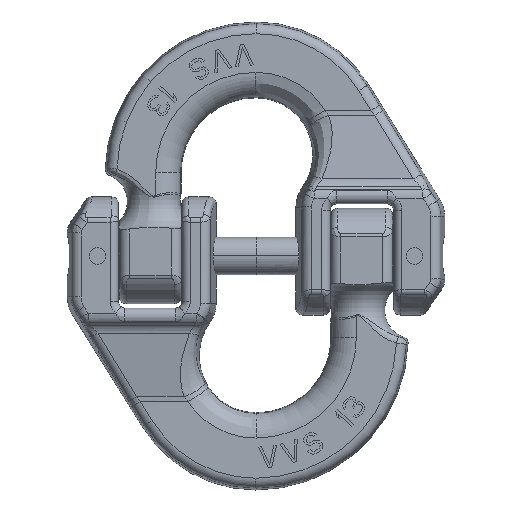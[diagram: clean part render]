
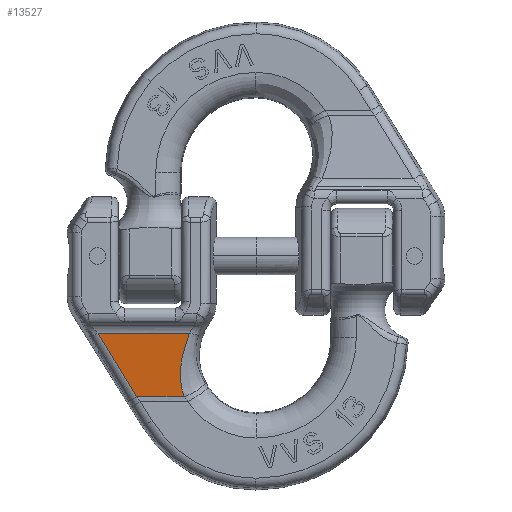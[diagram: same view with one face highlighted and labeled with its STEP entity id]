
A CAD part, top view. The second image highlights one B-rep face of the part: STEP entity #13527.
In plain terms, the highlighted planar face has unit normal (0, -0.139, 0.99).
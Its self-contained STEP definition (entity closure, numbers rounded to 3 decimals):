
#1651=CARTESIAN_POINT('',(-35.438,-41.778,
8.045));
#1684=DIRECTION('',(0.513,-0.85,-0.119));
#1685=VECTOR('',#1684,22.253);
#1686=CARTESIAN_POINT('',(-46.858,-22.865,
10.703));
#1687=LINE('',#1686,#1685);
#1688=DIRECTION('',(-1.,0.,0.));
#1689=VECTOR('',#1688,27.071);
#1690=CARTESIAN_POINT('',(-19.787,-22.865,
10.703));
#1691=LINE('',#1690,#1689);
#1692=CARTESIAN_POINT('',(-21.282,-41.778,
8.045));
#1693=CARTESIAN_POINT('',(-21.341,-41.636,
8.065));
#1694=CARTESIAN_POINT('',(-21.455,-41.346,
8.106));
#1695=CARTESIAN_POINT('',(-21.615,-40.898,
8.169));
#1696=CARTESIAN_POINT('',(-21.763,-40.435,
8.234));
#1697=CARTESIAN_POINT('',(-21.899,-39.958,
8.301));
#1698=CARTESIAN_POINT('',(-22.021,-39.466,
8.37));
#1699=CARTESIAN_POINT('',(-22.131,-38.958,
8.442));
#1700=CARTESIAN_POINT('',(-22.227,-38.435,
8.515));
#1701=CARTESIAN_POINT('',(-22.308,-37.896,
8.591));
#1702=CARTESIAN_POINT('',(-22.373,-37.339,
8.669));
#1703=CARTESIAN_POINT('',(-22.423,-36.766,
8.75));
#1704=CARTESIAN_POINT('',(-22.456,-36.173,
8.833));
#1705=CARTESIAN_POINT('',(-22.472,-35.562,
8.919));
#1706=CARTESIAN_POINT('',(-22.469,-34.929,
9.008));
#1707=CARTESIAN_POINT('',(-22.446,-34.273,
9.1));
#1708=CARTESIAN_POINT('',(-22.403,-33.594,
9.195));
#1709=CARTESIAN_POINT('',(-22.336,-32.881,
9.296));
#1710=CARTESIAN_POINT('',(-22.246,-32.146,
9.399));
#1711=CARTESIAN_POINT('',(-22.138,-31.428,
9.5));
#1712=CARTESIAN_POINT('',(-22.018,-30.742,
9.596));
#1713=CARTESIAN_POINT('',(-21.887,-30.083,
9.689));
#1714=CARTESIAN_POINT('',(-21.749,-29.451,
9.778));
#1715=CARTESIAN_POINT('',(-21.606,-28.843,
9.863));
#1716=CARTESIAN_POINT('',(-21.458,-28.258,
9.945));
#1717=CARTESIAN_POINT('',(-21.307,-27.694,
10.025));
#1718=CARTESIAN_POINT('',(-21.155,-27.149,
10.101));
#1719=CARTESIAN_POINT('',(-21.001,-26.621,
10.175));
#1720=CARTESIAN_POINT('',(-20.846,-26.109,
10.247));
#1721=CARTESIAN_POINT('',(-20.692,-25.611,
10.317));
#1722=CARTESIAN_POINT('',(-20.538,-25.127,
10.385));
#1723=CARTESIAN_POINT('',(-20.386,-24.655,
10.452));
#1724=CARTESIAN_POINT('',(-20.234,-24.193,
10.517));
#1725=CARTESIAN_POINT('',(-20.083,-23.741,
10.58));
#1726=CARTESIAN_POINT('',(-19.934,-23.299,
10.642));
#1727=CARTESIAN_POINT('',(-19.836,-23.009,
10.683));
#1728=CARTESIAN_POINT('',(-19.787,-22.865,
10.703));
#1730=DIRECTION('',(-1.,0.,0.));
#1731=VECTOR('',#1730,14.156);
#1732=CARTESIAN_POINT('',(-21.282,-41.778,
8.045));
#1733=LINE('',#1732,#1731);
#1749=CARTESIAN_POINT('',(-19.787,-22.865,
10.703));
#9575=VERTEX_POINT('',#1749);
#9577=VERTEX_POINT('',#1692);
#9659=VERTEX_POINT('',#1651);
#9661=CARTESIAN_POINT('',(-46.858,-22.865,
10.703));
#9662=VERTEX_POINT('',#9661);
#13514=CARTESIAN_POINT('',(0.,-42.456,7.95));
#13515=DIRECTION('',(0.,0.139,-0.99));
#13516=DIRECTION('',(0.,0.99,0.139));
#13517=AXIS2_PLACEMENT_3D('',#13514,#13515,#13516);
#13518=PLANE('',#13517);
#13519=ORIENTED_EDGE('',*,*,#13505,.F.);
#13521=ORIENTED_EDGE('',*,*,#13520,.F.);
#13523=ORIENTED_EDGE('',*,*,#13522,.F.);
#13524=ORIENTED_EDGE('',*,*,#13447,.T.);
#13525=EDGE_LOOP('',(#13519,#13521,#13523,#13524));
#13526=FACE_OUTER_BOUND('',#13525,.F.);
#13527=ADVANCED_FACE('',(#13526),#13518,.F.);
#1729=B_SPLINE_CURVE_WITH_KNOTS('',3,(#1692,#1693,#1694,#1695,#1696,#1697,#1698,
#1699,#1700,#1701,#1702,#1703,#1704,#1705,#1706,#1707,#1708,#1709,#1710,#1711,
#1712,#1713,#1714,#1715,#1716,#1717,#1718,#1719,#1720,#1721,#1722,#1723,#1724,
#1725,#1726,#1727,#1728),.UNSPECIFIED.,.F.,.F.,(4,1,1,1,1,1,1,1,1,1,1,1,1,1,1,1,
1,1,1,1,1,1,1,1,1,1,1,1,1,1,1,1,1,1,4),(0.,0.029,
0.059,0.088,0.118,0.147,
0.176,0.206,0.235,0.265,
0.294,0.324,0.353,0.382,
0.412,0.441,0.471,0.5,0.529,
0.559,0.588,0.618,0.647,
0.676,0.706,0.735,0.765,
0.794,0.824,0.853,0.882,
0.912,0.941,0.971,1.),.UNSPECIFIED.);
#13447=EDGE_CURVE('',#9577,#9659,#1733,.T.);
#13505=EDGE_CURVE('',#9662,#9659,#1687,.T.);
#13520=EDGE_CURVE('',#9575,#9662,#1691,.T.);
#13522=EDGE_CURVE('',#9577,#9575,#1729,.T.);
